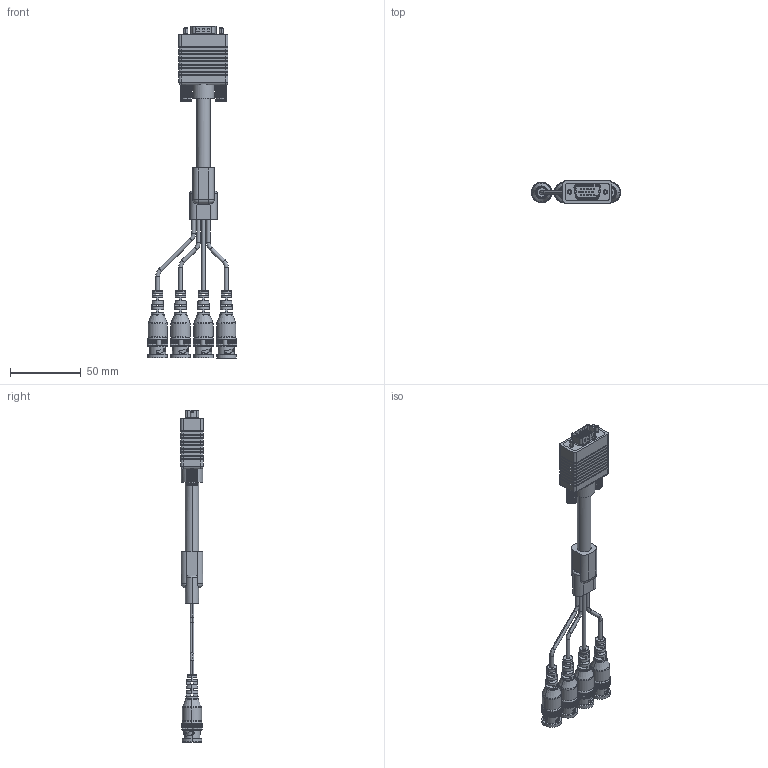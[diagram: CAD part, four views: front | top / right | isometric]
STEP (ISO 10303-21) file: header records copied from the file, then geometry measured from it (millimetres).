
FILE_DESCRIPTION (( 'STEP AP214' ), '1' );
FILE_NAME ('CTL4CAT-3.STEP', '2006-08-24T19:35:56', ( 'L-COM' ), ( 'L-COM' ), 'SwSTEP 2.0', 'SolidWorks 2006052', '' );
FILE_SCHEMA (( 'AUTOMOTIVE_DESIGN' ));
Length unit declared in the file: inch
Products named in the file (9): CTL4CAT-3; CTL5CAT-3B-MA3_four legs without ferrite bead; SDH15P_Supplier Connector; 3AA07-008; MTN-041; 3AB01-056; MTN-056; BAC836B-87_with flange; CTL5CAT-3B-MA1
Assembly tree (12 placements, depth 3):
  CTL4CAT-3
    3AB01-056
      SDH15P_Supplier Connector
      3AA07-008  x2
      MTN-041
    CTL5CAT-3B-MA1  x4
      MTN-056
      BAC836B-87_with flange
    CTL5CAT-3B-MA3_four legs without ferrite bead
Bounding box: 62.87 x 15.67 x 233.91 mm (x, y, z)
Volume: 48377.2 mm3; surface area: 32075.9 mm2
Topology: 13 solids, 13 shells, 2217 faces, 6305 edges, 4128 vertices
Faces by surface type: plane 1232, cylinder 767, torus 100, bspline 56, sphere 42, cone 20
Entity records: 40165 total; most frequent: CARTESIAN_POINT 10947, DIRECTION 5147, ORIENTED_EDGE 5144, EDGE_CURVE 2572, AXIS2_PLACEMENT_3D 1795, VERTEX_POINT 1677, VECTOR 1557, LINE 1557
